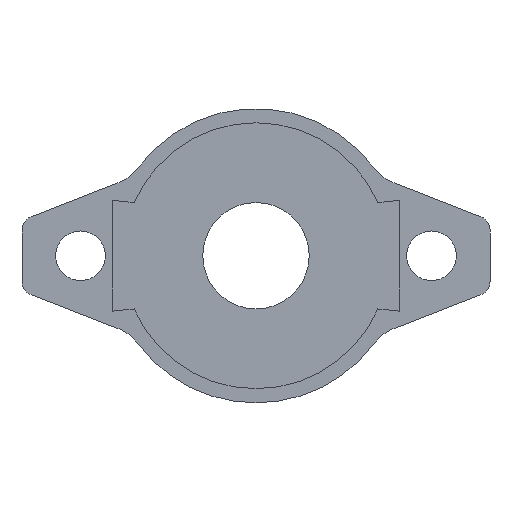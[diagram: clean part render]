
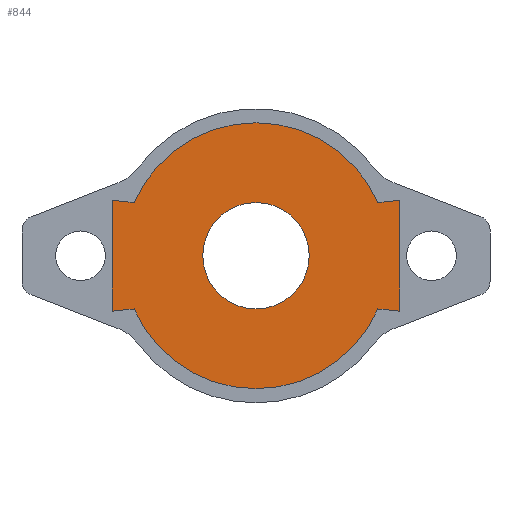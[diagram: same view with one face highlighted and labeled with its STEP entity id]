
A CAD part, front view. The second image highlights one B-rep face of the part: STEP entity #844.
In plain terms, the highlighted planar face has unit normal (0, -1, 0).
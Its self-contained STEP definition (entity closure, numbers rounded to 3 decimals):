
#4 = ORIENTED_EDGE ( 'NONE', *, *, #784, .T. ) ;
#13 = EDGE_CURVE ( 'NONE', #640, #450, #341, .T. ) ;
#25 = DIRECTION ( 'NONE',  ( -0.995, 0., 0.104 ) ) ;
#26 = FACE_OUTER_BOUND ( 'NONE', #671, .T. ) ;
#61 = DIRECTION ( 'NONE',  ( 0.995, 0., -0.104 ) ) ;
#73 = ORIENTED_EDGE ( 'NONE', *, *, #949, .T. ) ;
#86 = CIRCLE ( 'NONE', #128, 18.75 ) ;
#89 = DIRECTION ( 'NONE',  ( 0., 0., -1. ) ) ;
#110 = VECTOR ( 'NONE', #25, 1000. ) ;
#128 = AXIS2_PLACEMENT_3D ( 'NONE', #211, #648, #89 ) ;
#135 = EDGE_CURVE ( 'NONE', #583, #550, #386, .T. ) ;
#139 = CARTESIAN_POINT ( 'NONE',  ( 0., 2., 0. ) ) ;
#140 = DIRECTION ( 'NONE',  ( 0., -1., 0. ) ) ;
#196 = AXIS2_PLACEMENT_3D ( 'NONE', #139, #1101, #353 ) ;
#211 = CARTESIAN_POINT ( 'NONE',  ( 0., 2., 0. ) ) ;
#246 = CARTESIAN_POINT ( 'NONE',  ( -20.25, 2., 7.819 ) ) ;
#251 = CARTESIAN_POINT ( 'NONE',  ( 0., 2., 0. ) ) ;
#257 = DIRECTION ( 'NONE',  ( 0., 0., -1. ) ) ;
#260 = LINE ( 'NONE', #516, #458 ) ;
#318 = CARTESIAN_POINT ( 'NONE',  ( 20.25, 2., -7.819 ) ) ;
#324 = CARTESIAN_POINT ( 'NONE',  ( 17.185, 2., 7.5 ) ) ;
#329 = VERTEX_POINT ( 'NONE', #900 ) ;
#341 = CIRCLE ( 'NONE', #432, 18.75 ) ;
#353 = DIRECTION ( 'NONE',  ( 0., 0., -1. ) ) ;
#381 = CARTESIAN_POINT ( 'NONE',  ( 20.25, 2., 7.819 ) ) ;
#386 = LINE ( 'NONE', #1376, #1411 ) ;
#390 = CARTESIAN_POINT ( 'NONE',  ( 0., 2., 0. ) ) ;
#399 = ORIENTED_EDGE ( 'NONE', *, *, #13, .T. ) ;
#408 = EDGE_CURVE ( 'NONE', #550, #640, #921, .T. ) ;
#410 = VECTOR ( 'NONE', #1108, 1000. ) ;
#428 = VERTEX_POINT ( 'NONE', #719 ) ;
#432 = AXIS2_PLACEMENT_3D ( 'NONE', #482, #1243, #257 ) ;
#450 = VERTEX_POINT ( 'NONE', #823 ) ;
#458 = VECTOR ( 'NONE', #61, 1000. ) ;
#459 = CARTESIAN_POINT ( 'NONE',  ( 20.25, 2., 7.819 ) ) ;
#462 = DIRECTION ( 'NONE',  ( 0., -1., 0. ) ) ;
#466 = CARTESIAN_POINT ( 'NONE',  ( -20.25, 2., 7.819 ) ) ;
#482 = CARTESIAN_POINT ( 'NONE',  ( 0., 2., 0. ) ) ;
#489 = EDGE_CURVE ( 'NONE', #689, #583, #260, .T. ) ;
#490 = LINE ( 'NONE', #1244, #832 ) ;
#501 = EDGE_CURVE ( 'NONE', #931, #1329, #1138, .T. ) ;
#516 = CARTESIAN_POINT ( 'NONE',  ( 20.25, 2., -7.819 ) ) ;
#550 = VERTEX_POINT ( 'NONE', #381 ) ;
#568 = AXIS2_PLACEMENT_3D ( 'NONE', #390, #1263, #927 ) ;
#581 = CARTESIAN_POINT ( 'NONE',  ( 0., 2., 0. ) ) ;
#583 = VERTEX_POINT ( 'NONE', #318 ) ;
#593 = CIRCLE ( 'NONE', #1388, 18.75 ) ;
#640 = VERTEX_POINT ( 'NONE', #324 ) ;
#648 = DIRECTION ( 'NONE',  ( 0., -1., 0. ) ) ;
#669 = CARTESIAN_POINT ( 'NONE',  ( -20.25, 2., -7.819 ) ) ;
#671 = EDGE_LOOP ( 'NONE', ( #682, #799, #73, #1407, #4, #1134, #1360, #1010, #399 ) ) ;
#682 = ORIENTED_EDGE ( 'NONE', *, *, #1348, .T. ) ;
#689 = VERTEX_POINT ( 'NONE', #1282 ) ;
#696 = VERTEX_POINT ( 'NONE', #990 ) ;
#709 = DIRECTION ( 'NONE',  ( 0., 0., 1. ) ) ;
#719 = CARTESIAN_POINT ( 'NONE',  ( 0., 2., -18.75 ) ) ;
#776 = CARTESIAN_POINT ( 'NONE',  ( 0., 2., 7.5 ) ) ;
#784 = EDGE_CURVE ( 'NONE', #428, #689, #593, .T. ) ;
#799 = ORIENTED_EDGE ( 'NONE', *, *, #813, .T. ) ;
#813 = EDGE_CURVE ( 'NONE', #696, #1300, #1233, .T. ) ;
#823 = CARTESIAN_POINT ( 'NONE',  ( -17.185, 2., 7.5 ) ) ;
#832 = VECTOR ( 'NONE', #1355, 1000. ) ;
#837 = CIRCLE ( 'NONE', #196, 7.5 ) ;
#841 = AXIS2_PLACEMENT_3D ( 'NONE', #581, #462, #910 ) ;
#844 = ADVANCED_FACE ( 'NONE', ( #1005, #26 ), #1240, .T. ) ;
#859 = ORIENTED_EDGE ( 'NONE', *, *, #1354, .F. ) ;
#895 = DIRECTION ( 'NONE',  ( -0.995, 0., -0.104 ) ) ;
#900 = CARTESIAN_POINT ( 'NONE',  ( -17.185, 2., -7.5 ) ) ;
#910 = DIRECTION ( 'NONE',  ( 0., 0., -1. ) ) ;
#921 = LINE ( 'NONE', #459, #1186 ) ;
#924 = ORIENTED_EDGE ( 'NONE', *, *, #501, .F. ) ;
#927 = DIRECTION ( 'NONE',  ( 0., 0., -1. ) ) ;
#931 = VERTEX_POINT ( 'NONE', #941 ) ;
#941 = CARTESIAN_POINT ( 'NONE',  ( 0., 2., -7.5 ) ) ;
#949 = EDGE_CURVE ( 'NONE', #1300, #329, #490, .T. ) ;
#990 = CARTESIAN_POINT ( 'NONE',  ( -20.25, 2., 7.819 ) ) ;
#995 = LINE ( 'NONE', #466, #110 ) ;
#1005 = FACE_BOUND ( 'NONE', #1064, .T. ) ;
#1010 = ORIENTED_EDGE ( 'NONE', *, *, #408, .T. ) ;
#1064 = EDGE_LOOP ( 'NONE', ( #924, #859 ) ) ;
#1066 = EDGE_CURVE ( 'NONE', #329, #428, #86, .T. ) ;
#1101 = DIRECTION ( 'NONE',  ( 0., -1., 0. ) ) ;
#1103 = DIRECTION ( 'NONE',  ( 0., 0., -1. ) ) ;
#1108 = DIRECTION ( 'NONE',  ( 0., 0., -1. ) ) ;
#1134 = ORIENTED_EDGE ( 'NONE', *, *, #489, .T. ) ;
#1138 = CIRCLE ( 'NONE', #568, 7.5 ) ;
#1186 = VECTOR ( 'NONE', #895, 1000. ) ;
#1233 = LINE ( 'NONE', #246, #410 ) ;
#1240 = PLANE ( 'NONE',  #841 ) ;
#1243 = DIRECTION ( 'NONE',  ( 0., -1., 0. ) ) ;
#1244 = CARTESIAN_POINT ( 'NONE',  ( -20.25, 2., -7.819 ) ) ;
#1263 = DIRECTION ( 'NONE',  ( 0., -1., 0. ) ) ;
#1282 = CARTESIAN_POINT ( 'NONE',  ( 17.185, 2., -7.5 ) ) ;
#1300 = VERTEX_POINT ( 'NONE', #669 ) ;
#1329 = VERTEX_POINT ( 'NONE', #776 ) ;
#1348 = EDGE_CURVE ( 'NONE', #450, #696, #995, .T. ) ;
#1354 = EDGE_CURVE ( 'NONE', #1329, #931, #837, .T. ) ;
#1355 = DIRECTION ( 'NONE',  ( 0.995, 0., 0.104 ) ) ;
#1360 = ORIENTED_EDGE ( 'NONE', *, *, #135, .T. ) ;
#1376 = CARTESIAN_POINT ( 'NONE',  ( 20.25, 2., 7.819 ) ) ;
#1388 = AXIS2_PLACEMENT_3D ( 'NONE', #251, #140, #1103 ) ;
#1407 = ORIENTED_EDGE ( 'NONE', *, *, #1066, .T. ) ;
#1411 = VECTOR ( 'NONE', #709, 1000. ) ;
